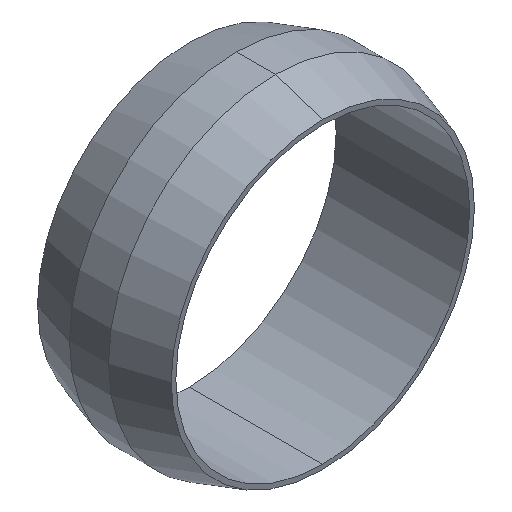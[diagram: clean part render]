
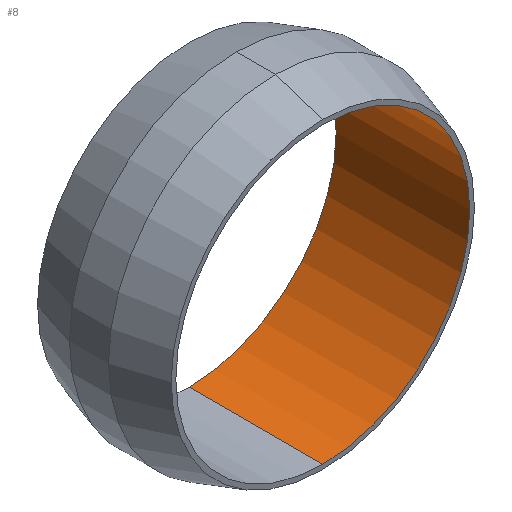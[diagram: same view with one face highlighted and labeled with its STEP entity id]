
A CAD part, isometric view. The second image highlights one B-rep face of the part: STEP entity #8.
In plain terms, the highlighted cylindrical face has radius 11 mm (diameter 22 mm), a partial arc.
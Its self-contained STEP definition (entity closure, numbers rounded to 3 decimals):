
#8 = ADVANCED_FACE ( 'NONE', ( #88 ), #94, .F. ) ;
#18 = ORIENTED_EDGE ( 'NONE', *, *, #187, .T. ) ;
#58 = VECTOR ( 'NONE', #206, 1000. ) ;
#62 = VECTOR ( 'NONE', #214, 1000. ) ;
#63 = LINE ( 'NONE', #212, #58 ) ;
#64 = LINE ( 'NONE', #215, #62 ) ;
#65 = CIRCLE ( 'NONE', #183, 11. ) ;
#86 = CIRCLE ( 'NONE', #178, 11. ) ;
#88 = FACE_OUTER_BOUND ( 'NONE', #104, .T. ) ;
#94 = CYLINDRICAL_SURFACE ( 'NONE', #154, 11. ) ;
#104 = EDGE_LOOP ( 'NONE', ( #138, #18, #134, #136 ) ) ;
#116 = VERTEX_POINT ( 'NONE', #276 ) ;
#117 = VERTEX_POINT ( 'NONE', #263 ) ;
#119 = VERTEX_POINT ( 'NONE', #260 ) ;
#122 = VERTEX_POINT ( 'NONE', #264 ) ;
#134 = ORIENTED_EDGE ( 'NONE', *, *, #190, .T. ) ;
#136 = ORIENTED_EDGE ( 'NONE', *, *, #140, .T. ) ;
#138 = ORIENTED_EDGE ( 'NONE', *, *, #188, .F. ) ;
#140 = EDGE_CURVE ( 'NONE', #122, #116, #86, .T. ) ;
#154 = AXIS2_PLACEMENT_3D ( 'NONE', #306, #303, #304 ) ;
#178 = AXIS2_PLACEMENT_3D ( 'NONE', #275, #280, #274 ) ;
#183 = AXIS2_PLACEMENT_3D ( 'NONE', #203, #208, #207 ) ;
#187 = EDGE_CURVE ( 'NONE', #119, #117, #65, .T. ) ;
#188 = EDGE_CURVE ( 'NONE', #119, #116, #64, .T. ) ;
#190 = EDGE_CURVE ( 'NONE', #117, #122, #63, .T. ) ;
#203 = CARTESIAN_POINT ( 'NONE',  ( 0., 0., 0. ) ) ;
#206 = DIRECTION ( 'NONE',  ( 0., 1., 0. ) ) ;
#207 = DIRECTION ( 'NONE',  ( 0., 0., 1. ) ) ;
#208 = DIRECTION ( 'NONE',  ( 0., -1., 0. ) ) ;
#212 = CARTESIAN_POINT ( 'NONE',  ( 0., 0., 11. ) ) ;
#214 = DIRECTION ( 'NONE',  ( 0., 1., 0. ) ) ;
#215 = CARTESIAN_POINT ( 'NONE',  ( 0., 0., -11. ) ) ;
#260 = CARTESIAN_POINT ( 'NONE',  ( 0., 0., -11. ) ) ;
#263 = CARTESIAN_POINT ( 'NONE',  ( 0., 0., 11. ) ) ;
#264 = CARTESIAN_POINT ( 'NONE',  ( 0., 10., 11. ) ) ;
#274 = DIRECTION ( 'NONE',  ( 0., 0., 1. ) ) ;
#275 = CARTESIAN_POINT ( 'NONE',  ( 0., 10., 0. ) ) ;
#276 = CARTESIAN_POINT ( 'NONE',  ( 0., 10., -11. ) ) ;
#280 = DIRECTION ( 'NONE',  ( 0., 1., 0. ) ) ;
#303 = DIRECTION ( 'NONE',  ( 0., 1., 0. ) ) ;
#304 = DIRECTION ( 'NONE',  ( 0., 0., 1. ) ) ;
#306 = CARTESIAN_POINT ( 'NONE',  ( 0., 0., 0. ) ) ;
